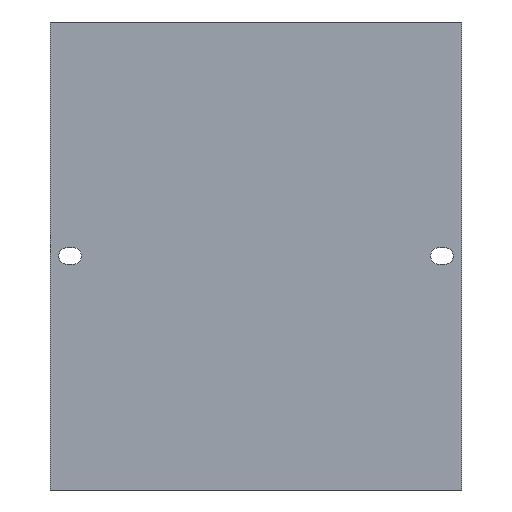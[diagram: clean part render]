
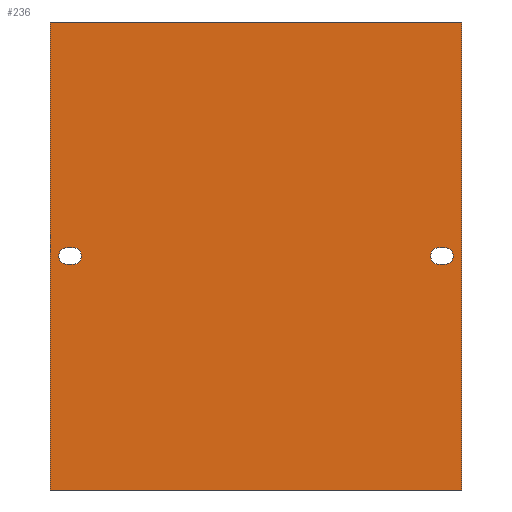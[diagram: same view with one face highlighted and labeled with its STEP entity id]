
A CAD part, front view. The second image highlights one B-rep face of the part: STEP entity #236.
In plain terms, the highlighted planar face has unit normal (0, -1, 0).
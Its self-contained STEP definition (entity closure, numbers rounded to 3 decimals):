
#1=DIRECTION('',(0.,0.,1.));
#2=VECTOR('',#1,140.);
#3=CARTESIAN_POINT('',(-61.5,0.,-70.));
#4=LINE('',#3,#2);
#5=DIRECTION('',(1.,0.,0.));
#6=VECTOR('',#5,123.);
#7=CARTESIAN_POINT('',(-61.5,0.,70.));
#8=LINE('',#7,#6);
#9=DIRECTION('',(0.,0.,-1.));
#10=VECTOR('',#9,140.);
#11=CARTESIAN_POINT('',(61.5,0.,70.));
#12=LINE('',#11,#10);
#13=DIRECTION('',(-1.,0.,0.));
#14=VECTOR('',#13,123.);
#15=CARTESIAN_POINT('',(61.5,0.,-70.));
#16=LINE('',#15,#14);
#17=CARTESIAN_POINT('',(-56.475,0.,0.));
#18=DIRECTION('',(0.,1.,0.));
#19=DIRECTION('',(0.,0.,-1.));
#20=AXIS2_PLACEMENT_3D('',#17,#18,#19);
#22=DIRECTION('',(-1.,0.,0.));
#23=VECTOR('',#22,1.75);
#24=CARTESIAN_POINT('',(-54.725,0.,-2.5));
#25=LINE('',#24,#23);
#26=CARTESIAN_POINT('',(-54.725,0.,0.));
#27=DIRECTION('',(0.,1.,0.));
#28=DIRECTION('',(0.,0.,1.));
#29=AXIS2_PLACEMENT_3D('',#26,#27,#28);
#31=DIRECTION('',(1.,0.,0.));
#32=VECTOR('',#31,1.75);
#33=CARTESIAN_POINT('',(-56.475,0.,2.5));
#34=LINE('',#33,#32);
#35=DIRECTION('',(-1.,0.,0.));
#36=VECTOR('',#35,1.75);
#37=CARTESIAN_POINT('',(56.475,0.,-2.5));
#38=LINE('',#37,#36);
#39=CARTESIAN_POINT('',(56.475,0.,0.));
#40=DIRECTION('',(0.,1.,0.));
#41=DIRECTION('',(0.,0.,1.));
#42=AXIS2_PLACEMENT_3D('',#39,#40,#41);
#44=DIRECTION('',(1.,0.,0.));
#45=VECTOR('',#44,1.75);
#46=CARTESIAN_POINT('',(54.725,0.,2.5));
#47=LINE('',#46,#45);
#48=CARTESIAN_POINT('',(54.725,0.,0.));
#49=DIRECTION('',(0.,1.,0.));
#50=DIRECTION('',(0.,0.,-1.));
#51=AXIS2_PLACEMENT_3D('',#48,#49,#50);
#153=CARTESIAN_POINT('',(-61.5,0.,-70.));
#154=CARTESIAN_POINT('',(-61.5,0.,70.));
#155=VERTEX_POINT('',#153);
#156=VERTEX_POINT('',#154);
#157=CARTESIAN_POINT('',(61.5,0.,70.));
#158=VERTEX_POINT('',#157);
#159=CARTESIAN_POINT('',(61.5,0.,-70.));
#160=VERTEX_POINT('',#159);
#169=CARTESIAN_POINT('',(-56.475,0.,-2.5));
#170=CARTESIAN_POINT('',(-56.475,0.,2.5));
#171=VERTEX_POINT('',#169);
#172=VERTEX_POINT('',#170);
#173=CARTESIAN_POINT('',(-54.725,0.,2.5));
#174=VERTEX_POINT('',#173);
#175=CARTESIAN_POINT('',(-54.725,0.,-2.5));
#176=VERTEX_POINT('',#175);
#177=CARTESIAN_POINT('',(56.475,0.,-2.5));
#178=CARTESIAN_POINT('',(54.725,0.,-2.5));
#179=VERTEX_POINT('',#177);
#180=VERTEX_POINT('',#178);
#181=CARTESIAN_POINT('',(54.725,0.,2.5));
#182=VERTEX_POINT('',#181);
#183=CARTESIAN_POINT('',(56.475,0.,2.5));
#184=VERTEX_POINT('',#183);
#201=CARTESIAN_POINT('',(0.,0.,0.));
#202=DIRECTION('',(0.,1.,0.));
#203=DIRECTION('',(1.,0.,0.));
#204=AXIS2_PLACEMENT_3D('',#201,#202,#203);
#205=PLANE('',#204);
#207=ORIENTED_EDGE('',*,*,#206,.T.);
#209=ORIENTED_EDGE('',*,*,#208,.T.);
#211=ORIENTED_EDGE('',*,*,#210,.T.);
#213=ORIENTED_EDGE('',*,*,#212,.T.);
#214=EDGE_LOOP('',(#207,#209,#211,#213));
#215=FACE_OUTER_BOUND('',#214,.F.);
#217=ORIENTED_EDGE('',*,*,#216,.F.);
#219=ORIENTED_EDGE('',*,*,#218,.F.);
#221=ORIENTED_EDGE('',*,*,#220,.F.);
#223=ORIENTED_EDGE('',*,*,#222,.F.);
#224=EDGE_LOOP('',(#217,#219,#221,#223));
#225=FACE_BOUND('',#224,.F.);
#227=ORIENTED_EDGE('',*,*,#226,.F.);
#229=ORIENTED_EDGE('',*,*,#228,.F.);
#231=ORIENTED_EDGE('',*,*,#230,.F.);
#233=ORIENTED_EDGE('',*,*,#232,.F.);
#234=EDGE_LOOP('',(#227,#229,#231,#233));
#235=FACE_BOUND('',#234,.F.);
#236=ADVANCED_FACE('',(#215,#225,#235),#205,.F.);
#21=CIRCLE('',#20,2.5);
#30=CIRCLE('',#29,2.5);
#43=CIRCLE('',#42,2.5);
#52=CIRCLE('',#51,2.5);
#206=EDGE_CURVE('',#155,#156,#4,.T.);
#208=EDGE_CURVE('',#156,#158,#8,.T.);
#210=EDGE_CURVE('',#158,#160,#12,.T.);
#212=EDGE_CURVE('',#160,#155,#16,.T.);
#216=EDGE_CURVE('',#171,#172,#21,.T.);
#218=EDGE_CURVE('',#176,#171,#25,.T.);
#220=EDGE_CURVE('',#174,#176,#30,.T.);
#222=EDGE_CURVE('',#172,#174,#34,.T.);
#226=EDGE_CURVE('',#179,#180,#38,.T.);
#228=EDGE_CURVE('',#184,#179,#43,.T.);
#230=EDGE_CURVE('',#182,#184,#47,.T.);
#232=EDGE_CURVE('',#180,#182,#52,.T.);
